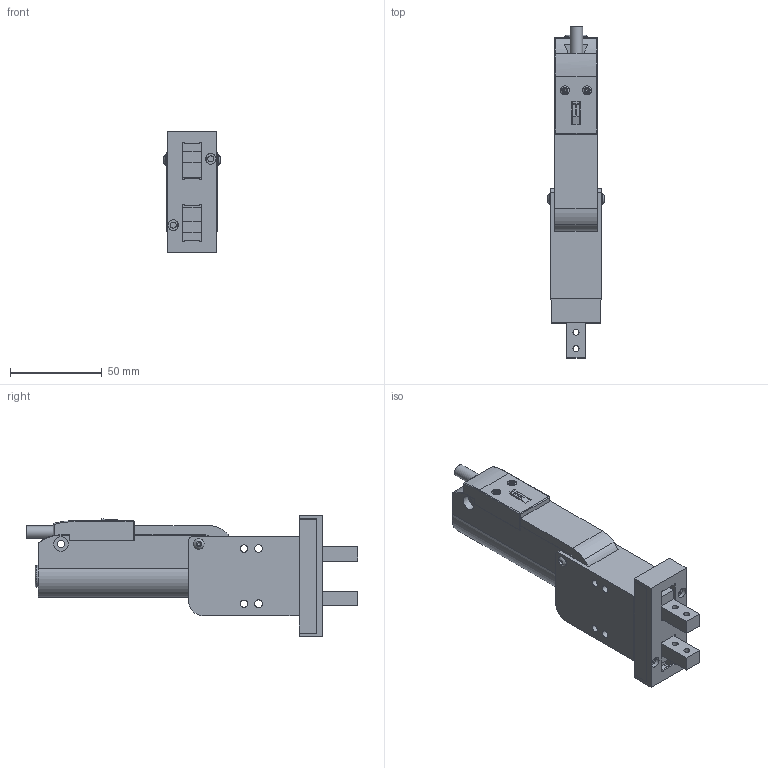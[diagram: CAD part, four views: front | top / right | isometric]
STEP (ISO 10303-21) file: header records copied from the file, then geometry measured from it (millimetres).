
FILE_DESCRIPTION (( 'STEP AP214' ), '1' );
FILE_NAME ('0186-2041_250602_GM50-23Sx80F-XP-K_35-18_GT21_MSxx.STEP', '2025-06-02T09:39:19', ( '' ), ( '' ), 'SwSTEP 2.0', 'SolidWorks 2024', '' );
FILE_SCHEMA (( 'AUTOMOTIVE_DESIGN' ));
Length unit declared in the file: millimetre
Products named in the file (10): 0230-1141_Lins-Schr_I-6k_M3x12_INOX; 0186-2041_250602_GM50-23Sx80F-XP-K_35-18_GT21_MSxx; GM50h-23Sx80F-HP; Micro_Mate_AMP_Receptacle; GM50k-23_FGR; GM50k-23Sx80F-Stator; GM50k-23-GGH; 0180-0373_PS01k-DS23S-K_Kabelabgang_vorne; 0180-3969_GM50k-23-Cover; 0160-1379_Lins.-Schr_I-6rd_M2.5x16_INOX
Assembly tree (12 placements, depth 3):
  0186-2041_250602_GM50-23Sx80F-XP-K_35-18_GT21_MSxx
    GM50h-23Sx80F-HP
      GM50k-23-GGH
      GM50k-23Sx80F-Stator
      0230-1141_Lins-Schr_I-6k_M3x12_INOX  x2
      0180-0373_PS01k-DS23S-K_Kabelabgang_vorne
      0160-1379_Lins.-Schr_I-6rd_M2.5x16_INOX  x2
      Micro_Mate_AMP_Receptacle
      0180-3969_GM50k-23-Cover
    GM50k-23_FGR  x2
Bounding box: 30.9 x 180.4 x 66 mm (x, y, z)
Volume: 159509.1 mm3; surface area: 47690.4 mm2
Topology: 14 solids, 14 shells, 1678 faces, 4323 edges, 2746 vertices
Faces by surface type: plane 774, bspline 360, cylinder 268, cone 262, sphere 8, torus 6
Full cylindrical faces by diameter (mm): 2.4 x2, 2.5 x2, 2.7 x2, 3 x46, 3.1 x66, 3.2 x2, 3.3 x4, 3.4 x2, 4 x4, 4.2 x6, 5 x6, 5.7 x4, 6.7 x1, 8 x2, 12 x1
Entity records: 52691 total; most frequent: CARTESIAN_POINT 17817, ORIENTED_EDGE 7252, DIRECTION 5609, EDGE_CURVE 3626, VERTEX_POINT 2479, LINE 2307, VECTOR 2307, EDGE_LOOP 1781
